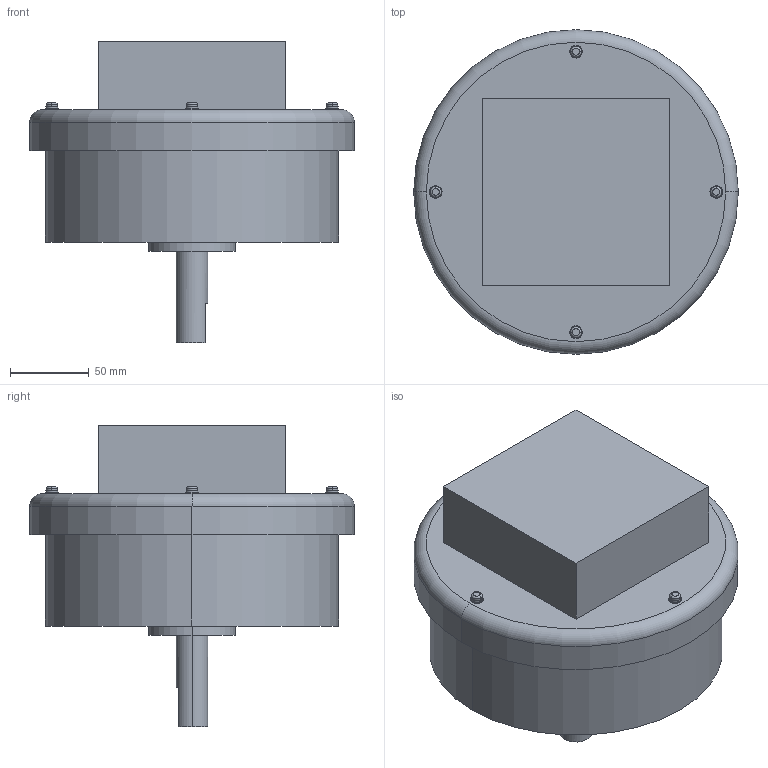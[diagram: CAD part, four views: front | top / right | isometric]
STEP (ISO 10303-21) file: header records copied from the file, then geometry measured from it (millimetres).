
FILE_DESCRIPTION (( 'STEP AP203' ), '1' );
FILE_NAME ('OPB 250F_25430600.STEP', '2016-03-04T00:20:12', ( ' ' ), ( '' ), 'SwSTEP 2.0', 'SolidWorks 2009', '' );
FILE_SCHEMA (( 'CONFIG_CONTROL_DESIGN' ));
Length unit declared in the file: millimetre
Products named in the file (1): OPB 250F_25430600
Bounding box: 206 x 206 x 191.5 mm (x, y, z)
Volume: 3063662.1 mm3; surface area: 147109.2 mm2
Topology: 1 solids, 1 shells, 128 faces, 260 edges, 170 vertices
Faces by surface type: cylinder 72, plane 46, torus 10
Entity records: 3509 total; most frequent: DIRECTION 686, CARTESIAN_POINT 559, ORIENTED_EDGE 520, AXIS2_PLACEMENT_3D 297, EDGE_CURVE 260, VERTEX_POINT 170, CIRCLE 168, EDGE_LOOP 164
